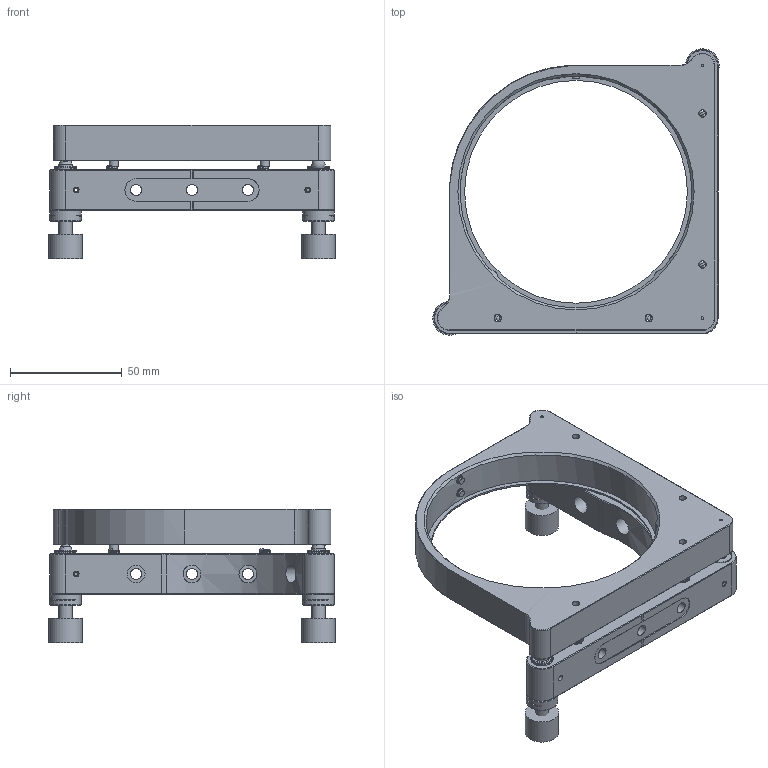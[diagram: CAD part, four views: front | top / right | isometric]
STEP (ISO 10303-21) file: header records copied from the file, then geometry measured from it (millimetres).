
FILE_DESCRIPTION (( 'STEP AP214' ), '1' );
FILE_NAME ('520101.STEP', '2024-05-14T05:46:34', ( 'Windows User' ), ( 'P R C' ), 'SwSTEP 2.0', 'SolidWorks 2020', '' );
FILE_SCHEMA (( 'AUTOMOTIVE_DESIGN' ));
Length unit declared in the file: millimetre
Products named in the file (1): 520101
Bounding box: 128 x 128 x 59.78 mm (x, y, z)
Surface area: 50540.3 mm2 (no closed solid volume)
Topology: 0 solids, 46 shells, 314 faces, 909 edges, 614 vertices
Faces by surface type: plane 149, cylinder 90, cone 58, bspline 17
Full cylindrical faces by diameter (mm): 1.2 x3, 2 x4, 2.5 x2, 3 x3, 3.3 x6, 4 x4, 5 x6, 6 x2, 6.5 x8, 8 x7, 9.5 x3, 10 x1, 14 x2, 15 x2, 99.6 x1
Entity records: 22020 total; most frequent: CARTESIAN_POINT 14622, DIRECTION 1387, ORIENTED_EDGE 1327, EDGE_CURVE 763, VERTEX_POINT 569, AXIS2_PLACEMENT_3D 529, EDGE_LOOP 467, FACE_OUTER_BOUND 361
